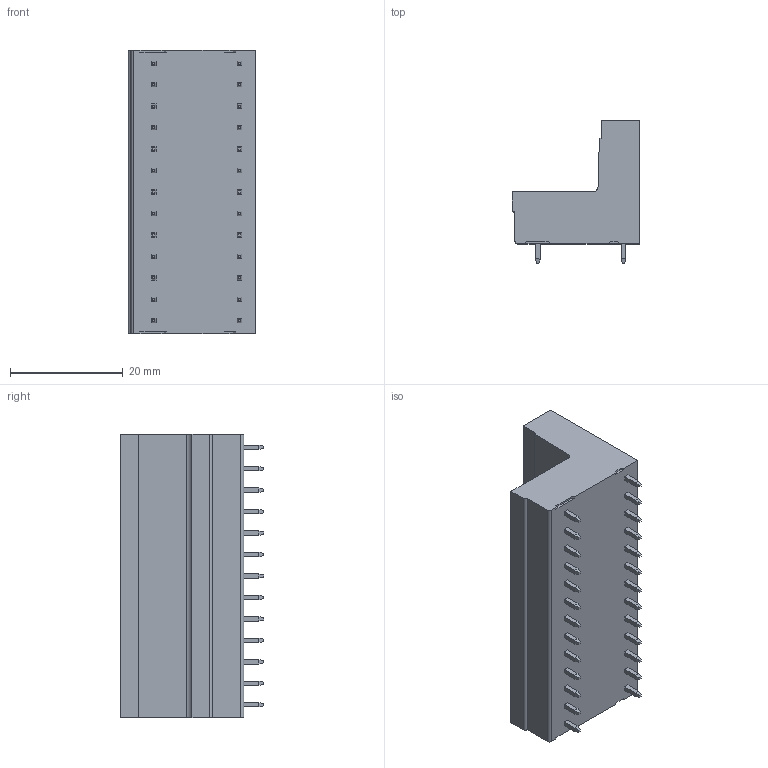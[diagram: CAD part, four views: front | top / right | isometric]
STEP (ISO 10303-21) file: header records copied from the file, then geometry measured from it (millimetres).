
FILE_DESCRIPTION((''),'2;1');
FILE_NAME('TLPHDC-105V-1','2024-09-19T14:20:00',('sheji109'),(''),'CREO PARAMETRIC BY PTC INC, 2018100','CREO PARAMETRIC BY PTC INC, 2018100','');
FILE_SCHEMA(('CONFIG_CONTROL_DESIGN'));
Length unit declared in the file: millimetre
Products named in the file (1): TLPHDC-105V-1
Bounding box: 22.7 x 25.4 x 50.32 mm (x, y, z)
Volume: 11738.1 mm3; surface area: 12098.8 mm2
Topology: 1 solids, 13 shells, 1754 faces, 4525 edges, 2889 vertices
Faces by surface type: plane 1595, cylinder 120, cone 26, sphere 13
Entity records: 52332 total; most frequent: CARTESIAN_POINT 9643, ORIENTED_EDGE 9024, DIRECTION 8252, EDGE_CURVE 4512, VECTOR 4052, LINE 4052, VERTEX_POINT 2889, AXIS2_PLACEMENT_3D 2100
